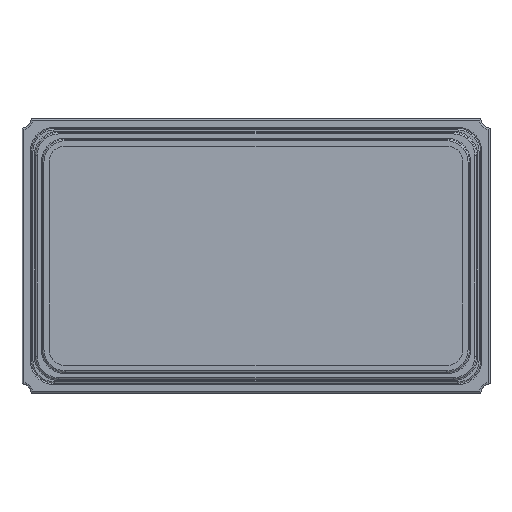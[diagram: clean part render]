
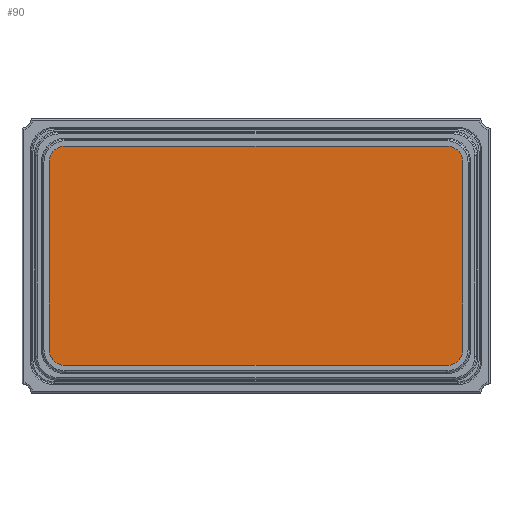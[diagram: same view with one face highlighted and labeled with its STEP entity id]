
A CAD part, top view. The second image highlights one B-rep face of the part: STEP entity #90.
In plain terms, the highlighted planar face has unit normal (0, 0, 1).
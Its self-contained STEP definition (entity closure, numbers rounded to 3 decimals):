
#24 = VERTEX_POINT('',#25);
#25 = CARTESIAN_POINT('',(0.905,0.413,0.63));
#40 = VERTEX_POINT('',#41);
#41 = CARTESIAN_POINT('',(0.905,-0.413,0.63));
#47 = EDGE_CURVE('',#40,#24,#48,.T.);
#48 = LINE('',#49,#50);
#49 = CARTESIAN_POINT('',(0.905,-0.48,0.63));
#50 = VECTOR('',#51,1.);
#51 = DIRECTION('',(0.,1.,0.));
#72 = VERTEX_POINT('',#73);
#73 = CARTESIAN_POINT('',(0.838,0.48,0.63));
#79 = EDGE_CURVE('',#24,#72,#80,.T.);
#80 = CIRCLE('',#81,0.067);
#81 = AXIS2_PLACEMENT_3D('',#82,#83,#84);
#82 = CARTESIAN_POINT('',(0.838,0.413,0.63));
#83 = DIRECTION('',(-0.,0.,1.));
#84 = DIRECTION('',(0.,-1.,0.));
#90 = ADVANCED_FACE('',(#91),#144,.T.);
#91 = FACE_BOUND('',#92,.T.);
#92 = EDGE_LOOP('',(#93,#94,#95,#103,#112,#120,#129,#137));
#93 = ORIENTED_EDGE('',*,*,#47,.T.);
#94 = ORIENTED_EDGE('',*,*,#79,.T.);
#95 = ORIENTED_EDGE('',*,*,#96,.T.);
#96 = EDGE_CURVE('',#72,#97,#99,.T.);
#97 = VERTEX_POINT('',#98);
#98 = CARTESIAN_POINT('',(-0.838,0.48,0.63));
#99 = LINE('',#100,#101);
#100 = CARTESIAN_POINT('',(0.905,0.48,0.63));
#101 = VECTOR('',#102,1.);
#102 = DIRECTION('',(-1.,0.,0.));
#103 = ORIENTED_EDGE('',*,*,#104,.F.);
#104 = EDGE_CURVE('',#105,#97,#107,.T.);
#105 = VERTEX_POINT('',#106);
#106 = CARTESIAN_POINT('',(-0.905,0.413,0.63));
#107 = CIRCLE('',#108,0.067);
#108 = AXIS2_PLACEMENT_3D('',#109,#110,#111);
#109 = CARTESIAN_POINT('',(-0.838,0.413,0.63));
#110 = DIRECTION('',(-0.,-0.,-1.));
#111 = DIRECTION('',(0.,-1.,0.));
#112 = ORIENTED_EDGE('',*,*,#113,.T.);
#113 = EDGE_CURVE('',#105,#114,#116,.T.);
#114 = VERTEX_POINT('',#115);
#115 = CARTESIAN_POINT('',(-0.905,-0.413,0.63));
#116 = LINE('',#117,#118);
#117 = CARTESIAN_POINT('',(-0.905,0.48,0.63));
#118 = VECTOR('',#119,1.);
#119 = DIRECTION('',(0.,-1.,0.));
#120 = ORIENTED_EDGE('',*,*,#121,.F.);
#121 = EDGE_CURVE('',#122,#114,#124,.T.);
#122 = VERTEX_POINT('',#123);
#123 = CARTESIAN_POINT('',(-0.838,-0.48,0.63));
#124 = CIRCLE('',#125,0.067);
#125 = AXIS2_PLACEMENT_3D('',#126,#127,#128);
#126 = CARTESIAN_POINT('',(-0.838,-0.413,0.63));
#127 = DIRECTION('',(-0.,-0.,-1.));
#128 = DIRECTION('',(0.,-1.,0.));
#129 = ORIENTED_EDGE('',*,*,#130,.T.);
#130 = EDGE_CURVE('',#122,#131,#133,.T.);
#131 = VERTEX_POINT('',#132);
#132 = CARTESIAN_POINT('',(0.838,-0.48,0.63));
#133 = LINE('',#134,#135);
#134 = CARTESIAN_POINT('',(-0.905,-0.48,0.63));
#135 = VECTOR('',#136,1.);
#136 = DIRECTION('',(1.,0.,0.));
#137 = ORIENTED_EDGE('',*,*,#138,.T.);
#138 = EDGE_CURVE('',#131,#40,#139,.T.);
#139 = CIRCLE('',#140,0.067);
#140 = AXIS2_PLACEMENT_3D('',#141,#142,#143);
#141 = CARTESIAN_POINT('',(0.838,-0.413,0.63));
#142 = DIRECTION('',(-0.,0.,1.));
#143 = DIRECTION('',(0.,-1.,0.));
#144 = PLANE('',#145);
#145 = AXIS2_PLACEMENT_3D('',#146,#147,#148);
#146 = CARTESIAN_POINT('',(0.,0.,0.63)
);
#147 = DIRECTION('',(0.,0.,1.));
#148 = DIRECTION('',(1.,0.,0.));
